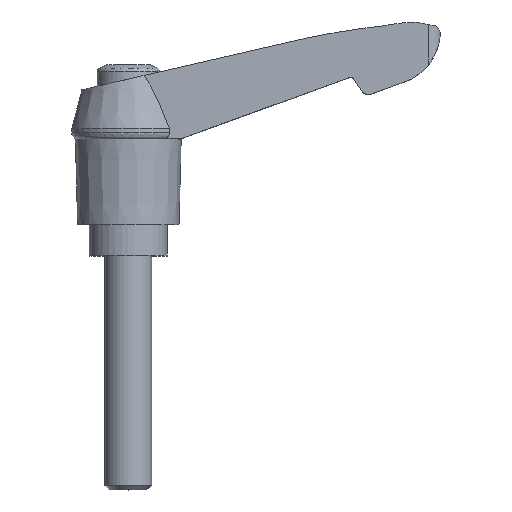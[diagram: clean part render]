
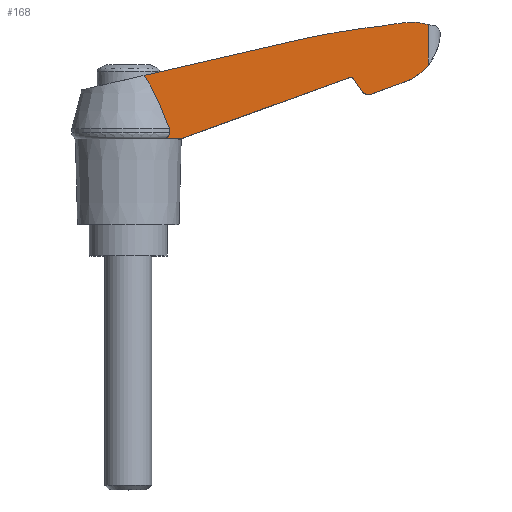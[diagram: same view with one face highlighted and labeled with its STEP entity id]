
A CAD part, top view. The second image highlights one B-rep face of the part: STEP entity #168.
In plain terms, the highlighted planar face has unit normal (0.035, 0, 0.999).
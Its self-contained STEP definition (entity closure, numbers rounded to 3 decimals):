
#168 = ADVANCED_FACE( '', ( #386 ), #387, .F. );
#386 = FACE_OUTER_BOUND( '', #657, .T. );
#387 = PLANE( '', #658 );
#657 = EDGE_LOOP( '', ( #1108, #1109, #1110, #1111, #1112, #1113, #1114, #1115, #1116, #1117, #1118, #1119, #1120, #1121, #1122 ) );
#658 = AXIS2_PLACEMENT_3D( '', #1123, #1124, #1125 );
#1108 = ORIENTED_EDGE( '', *, *, #1760, .F. );
#1109 = ORIENTED_EDGE( '', *, *, #1676, .T. );
#1110 = ORIENTED_EDGE( '', *, *, #1761, .F. );
#1111 = ORIENTED_EDGE( '', *, *, #1762, .F. );
#1112 = ORIENTED_EDGE( '', *, *, #1763, .T. );
#1113 = ORIENTED_EDGE( '', *, *, #1764, .F. );
#1114 = ORIENTED_EDGE( '', *, *, #1765, .F. );
#1115 = ORIENTED_EDGE( '', *, *, #1665, .F. );
#1116 = ORIENTED_EDGE( '', *, *, #1766, .F. );
#1117 = ORIENTED_EDGE( '', *, *, #1617, .F. );
#1118 = ORIENTED_EDGE( '', *, *, #1767, .F. );
#1119 = ORIENTED_EDGE( '', *, *, #1768, .F. );
#1120 = ORIENTED_EDGE( '', *, *, #1755, .F. );
#1121 = ORIENTED_EDGE( '', *, *, #1769, .F. );
#1122 = ORIENTED_EDGE( '', *, *, #1770, .F. );
#1123 = CARTESIAN_POINT( '', ( 0., 35., 5.157 ) );
#1124 = DIRECTION( '', ( -0.035, 0., -0.999 ) );
#1125 = DIRECTION( '', ( -0.999, 0., 0.035 ) );
#1617 = EDGE_CURVE( '', #1933, #1935, #1936, .T. );
#1665 = EDGE_CURVE( '', #2015, #2017, #2018, .T. );
#1676 = EDGE_CURVE( '', #2036, #1969, #2037, .T. );
#1755 = EDGE_CURVE( '', #2164, #2162, #2166, .T. );
#1760 = EDGE_CURVE( '', #2036, #2173, #2174, .T. );
#1761 = EDGE_CURVE( '', #2175, #1969, #2176, .T. );
#1762 = EDGE_CURVE( '', #2177, #2175, #2178, .T. );
#1763 = EDGE_CURVE( '', #2177, #2179, #2180, .T. );
#1764 = EDGE_CURVE( '', #2181, #2179, #2182, .T. );
#1765 = EDGE_CURVE( '', #2017, #2181, #2183, .T. );
#1766 = EDGE_CURVE( '', #1935, #2015, #2184, .T. );
#1767 = EDGE_CURVE( '', #2185, #1933, #2186, .T. );
#1768 = EDGE_CURVE( '', #2162, #2185, #2187, .T. );
#1769 = EDGE_CURVE( '', #2188, #2164, #2189, .T. );
#1770 = EDGE_CURVE( '', #2173, #2188, #2190, .T. );
#1933 = VERTEX_POINT( '', #2409 );
#1935 = VERTEX_POINT( '', #2414 );
#1936 = LINE( '', #2415, #2416 );
#1969 = VERTEX_POINT( '', #2478 );
#2015 = VERTEX_POINT( '', #2536 );
#2017 = VERTEX_POINT( '', #2539 );
#2018 = LINE( '', #2540, #2541 );
#2036 = VERTEX_POINT( '', #2564 );
#2037 = B_SPLINE_CURVE_WITH_KNOTS( '', 3, ( #2565, #2566, #2567, #2568, #2569, #2570 ), .UNSPECIFIED., .F., .F., ( 4, 2, 4 ), ( 0., 0.001, 0.001 ), .UNSPECIFIED. );
#2162 = VERTEX_POINT( '', #2759 );
#2164 = VERTEX_POINT( '', #2762 );
#2166 = ELLIPSE( '', #2765, 105.065, 105. );
#2173 = VERTEX_POINT( '', #2789 );
#2174 = LINE( '', #2790, #2791 );
#2175 = VERTEX_POINT( '', #2792 );
#2176 = LINE( '', #2793, #2794 );
#2177 = VERTEX_POINT( '', #2795 );
#2178 = LINE( '', #2796, #2797 );
#2179 = VERTEX_POINT( '', #2798 );
#2180 = ELLIPSE( '', #2799, 0.5, 0.5 );
#2181 = VERTEX_POINT( '', #2800 );
#2182 = LINE( '', #2801, #2802 );
#2183 = ELLIPSE( '', #2803, 1.001, 1. );
#2184 = ELLIPSE( '', #2804, 7.004, 7. );
#2185 = VERTEX_POINT( '', #2805 );
#2186 = ELLIPSE( '', #2806, 31.019, 31. );
#2187 = ELLIPSE( '', #2807, 29.818, 29.8 );
#2188 = VERTEX_POINT( '', #2808 );
#2189 = LINE( '', #2809, #2810 );
#2190 = B_SPLINE_CURVE_WITH_KNOTS( '', 3, ( #2811, #2812, #2813, #2814, #2815, #2816, #2817, #2818, #2819, #2820 ), .UNSPECIFIED., .F., .F., ( 4, 2, 2, 2, 4 ), ( 0., 0.004, 0.006, 0.007, 0.008 ), .UNSPECIFIED. );
#2409 = CARTESIAN_POINT( '', ( 38.456, 29.67, 3.804 ) );
#2414 = CARTESIAN_POINT( '', ( 38.456, 24.475, 3.804 ) );
#2415 = CARTESIAN_POINT( '', ( 38.456, 35., 3.804 ) );
#2416 = VECTOR( '', #3075, 1000. );
#2478 = CARTESIAN_POINT( '', ( 4.596, 15., 4.995 ) );
#2536 = CARTESIAN_POINT( '', ( 35.1, 22.192, 3.922 ) );
#2539 = CARTESIAN_POINT( '', ( 31.148, 20.754, 4.061 ) );
#2540 = CARTESIAN_POINT( '', ( 31.049, 20.718, 4.065 ) );
#2541 = VECTOR( '', #3141, 1000. );
#2564 = CARTESIAN_POINT( '', ( 5.277, 15.772, 4.971 ) );
#2565 = CARTESIAN_POINT( '', ( 5.277, 15.772, 4.971 ) );
#2566 = CARTESIAN_POINT( '', ( 5.273, 15.588, 4.971 ) );
#2567 = CARTESIAN_POINT( '', ( 5.185, 15.415, 4.974 ) );
#2568 = CARTESIAN_POINT( '', ( 4.931, 15.154, 4.983 ) );
#2569 = CARTESIAN_POINT( '', ( 4.769, 15.062, 4.989 ) );
#2570 = CARTESIAN_POINT( '', ( 4.596, 15., 4.995 ) );
#2759 = CARTESIAN_POINT( '', ( 32.6, 29.5, 4.01 ) );
#2762 = CARTESIAN_POINT( '', ( 21., 27.532, 4.418 ) );
#2765 = AXIS2_PLACEMENT_3D( '', #3264, #3265, #3266 );
#2789 = CARTESIAN_POINT( '', ( 5.277, 16.3, 4.971 ) );
#2790 = CARTESIAN_POINT( '', ( 5.277, 44.198, 4.971 ) );
#2791 = VECTOR( '', #3270, 1000. );
#2792 = CARTESIAN_POINT( '', ( 6.7, 15., 4.921 ) );
#2793 = CARTESIAN_POINT( '', ( -0.074, 15., 5.159 ) );
#2794 = VECTOR( '', #3271, 1000. );
#2795 = CARTESIAN_POINT( '', ( 28.344, 22.878, 4.16 ) );
#2796 = CARTESIAN_POINT( '', ( 6.628, 14.974, 4.924 ) );
#2797 = VECTOR( '', #3272, 1000. );
#2798 = CARTESIAN_POINT( '', ( 28.929, 22.687, 4.139 ) );
#2799 = AXIS2_PLACEMENT_3D( '', #3273, #3274, #3275 );
#2800 = CARTESIAN_POINT( '', ( 29.977, 21.134, 4.102 ) );
#2801 = CARTESIAN_POINT( '', ( 28.895, 22.738, 4.141 ) );
#2802 = VECTOR( '', #3276, 1000. );
#2803 = AXIS2_PLACEMENT_3D( '', #3277, #3278, #3279 );
#2804 = AXIS2_PLACEMENT_3D( '', #3280, #3281, #3282 );
#2805 = CARTESIAN_POINT( '', ( 36.6, 30., 3.87 ) );
#2806 = AXIS2_PLACEMENT_3D( '', #3283, #3284, #3285 );
#2807 = AXIS2_PLACEMENT_3D( '', #3286, #3287, #3288 );
#2808 = CARTESIAN_POINT( '', ( 2.014, 23.149, 5.086 ) );
#2809 = CARTESIAN_POINT( '', ( 20.906, 27.511, 4.422 ) );
#2810 = VECTOR( '', #3289, 1000. );
#2811 = CARTESIAN_POINT( '', ( 5.277, 16.3, 4.971 ) );
#2812 = CARTESIAN_POINT( '', ( 4.838, 17.49, 4.987 ) );
#2813 = CARTESIAN_POINT( '', ( 4.376, 18.673, 5.003 ) );
#2814 = CARTESIAN_POINT( '', ( 3.6, 20.41, 5.03 ) );
#2815 = CARTESIAN_POINT( '', ( 3.327, 20.983, 5.04 ) );
#2816 = CARTESIAN_POINT( '', ( 2.876, 21.822, 5.056 ) );
#2817 = CARTESIAN_POINT( '', ( 2.72, 22.097, 5.061 ) );
#2818 = CARTESIAN_POINT( '', ( 2.385, 22.636, 5.073 ) );
#2819 = CARTESIAN_POINT( '', ( 2.207, 22.899, 5.079 ) );
#2820 = CARTESIAN_POINT( '', ( 2.014, 23.149, 5.086 ) );
#3075 = DIRECTION( '', ( 0., -1., 0. ) );
#3141 = DIRECTION( '', ( -0.939, -0.342, 0.033 ) );
#3264 = CARTESIAN_POINT( '', ( 44.332, -74.843, 3.598 ) );
#3265 = DIRECTION( '', ( -0.035, 0., -0.999 ) );
#3266 = DIRECTION( '', ( 0.999, 0., -0.035 ) );
#3270 = DIRECTION( '', ( 0., 1., 0. ) );
#3271 = DIRECTION( '', ( -0.999, 0., 0.035 ) );
#3272 = DIRECTION( '', ( -0.939, -0.342, 0.033 ) );
#3273 = CARTESIAN_POINT( '', ( 28.515, 22.408, 4.154 ) );
#3274 = DIRECTION( '', ( -0.035, 0., -0.999 ) );
#3275 = DIRECTION( '', ( 0.999, 0., -0.035 ) );
#3276 = DIRECTION( '', ( -0.559, 0.829, 0.02 ) );
#3277 = CARTESIAN_POINT( '', ( 30.806, 21.694, 4.073 ) );
#3278 = DIRECTION( '', ( -0.035, 0., -0.999 ) );
#3279 = DIRECTION( '', ( 0.999, 0., -0.035 ) );
#3280 = CARTESIAN_POINT( '', ( 33.01, 28.873, 3.996 ) );
#3281 = DIRECTION( '', ( -0.035, 0., -0.999 ) );
#3282 = DIRECTION( '', ( 0.999, 0., -0.035 ) );
#3283 = CARTESIAN_POINT( '', ( 32.097, -0.671, 4.028 ) );
#3284 = DIRECTION( '', ( -0.035, 0., -0.999 ) );
#3285 = DIRECTION( '', ( 0.999, 0., -0.035 ) );
#3286 = CARTESIAN_POINT( '', ( 38.288, 0.248, 3.81 ) );
#3287 = DIRECTION( '', ( -0.035, 0., -0.999 ) );
#3288 = DIRECTION( '', ( 0.999, 0., -0.035 ) );
#3289 = DIRECTION( '', ( 0.974, 0.225, -0.034 ) );
